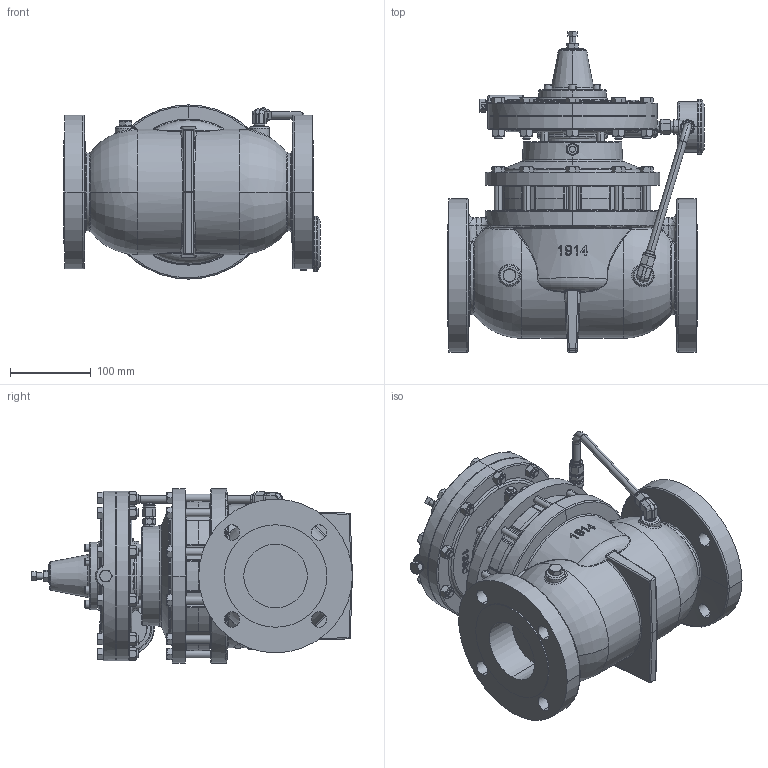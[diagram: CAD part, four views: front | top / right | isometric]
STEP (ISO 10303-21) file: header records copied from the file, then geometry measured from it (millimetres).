
FILE_DESCRIPTION (( 'STEP AP214' ), '1' );
FILE_NAME ('RAB3ARDF4S-AAMD5.STEP', '2024-06-18T13:54:20', ( '' ), ( '' ), 'SwSTEP 2.0', 'SolidWorks 2019', '' );
FILE_SCHEMA (( 'AUTOMOTIVE_DESIGN' ));
Length unit declared in the file: inch
Products named in the file (1): RAB3ARDF4S-AAMD5
Bounding box: 318.22 x 397.62 x 215.9 mm (x, y, z)
Volume: 9847009.2 mm3; surface area: 549818.5 mm2
Topology: 1 solids, 3 shells, 4915 faces, 12839 edges, 8055 vertices
Faces by surface type: plane 2007, bspline 1612, cylinder 491, cone 458, torus 226, sphere 121
Entity records: 236475 total; most frequent: CARTESIAN_POINT 81049, ORIENTED_EDGE 25422, DIRECTION 17601, EDGE_CURVE 12711, VERTEX_POINT 8053, LINE 6275, VECTOR 6275, AXIS2_PLACEMENT_3D 5663
